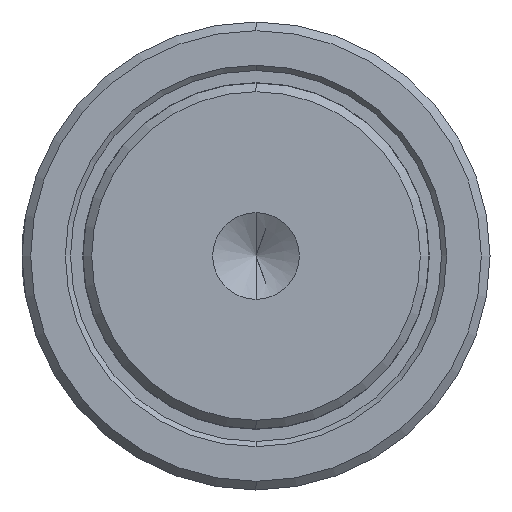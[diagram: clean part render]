
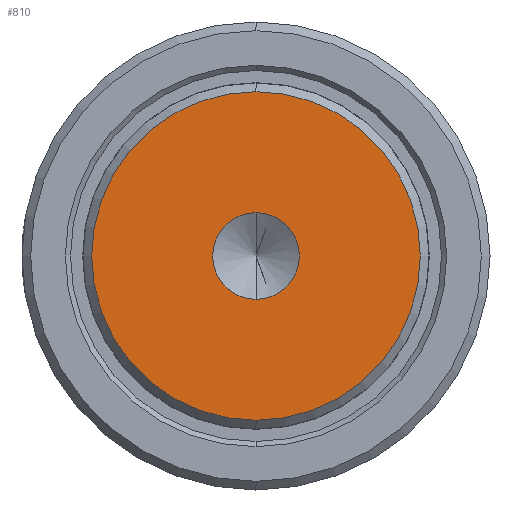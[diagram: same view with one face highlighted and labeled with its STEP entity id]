
A CAD part, left-side view. The second image highlights one B-rep face of the part: STEP entity #810.
In plain terms, the highlighted planar face has unit normal (-1, 0, 0).
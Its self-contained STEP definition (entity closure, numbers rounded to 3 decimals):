
#106 = CARTESIAN_POINT ( 'NONE',  ( 0., 0., 0. ) ) ;
#132 = DIRECTION ( 'NONE',  ( -1., 0., 0. ) ) ;
#166 = ORIENTED_EDGE ( 'NONE', *, *, #618, .F. ) ;
#210 = CARTESIAN_POINT ( 'NONE',  ( 0., 0., 0. ) ) ;
#259 = ORIENTED_EDGE ( 'NONE', *, *, #1485, .T. ) ;
#272 = DIRECTION ( 'NONE',  ( 0., 0., 1. ) ) ;
#285 = FACE_OUTER_BOUND ( 'NONE', #686, .T. ) ;
#360 = CIRCLE ( 'NONE', #1604, 9.48 ) ;
#361 = AXIS2_PLACEMENT_3D ( 'NONE', #871, #737, #1296 ) ;
#372 = DIRECTION ( 'NONE',  ( 0., 0., 1. ) ) ;
#505 = CIRCLE ( 'NONE', #1122, 2.5 ) ;
#527 = EDGE_LOOP ( 'NONE', ( #1536, #166 ) ) ;
#589 = CARTESIAN_POINT ( 'NONE',  ( 0., 0., 2.5 ) ) ;
#618 = EDGE_CURVE ( 'NONE', #1621, #1699, #1737, .T. ) ;
#686 = EDGE_LOOP ( 'NONE', ( #841, #259 ) ) ;
#704 = VERTEX_POINT ( 'NONE', #1670 ) ;
#737 = DIRECTION ( 'NONE',  ( -1., 0., 0. ) ) ;
#810 = ADVANCED_FACE ( 'NONE', ( #285, #1349 ), #1155, .T. ) ;
#841 = ORIENTED_EDGE ( 'NONE', *, *, #1023, .T. ) ;
#860 = CARTESIAN_POINT ( 'NONE',  ( 0., 0., 0. ) ) ;
#871 = CARTESIAN_POINT ( 'NONE',  ( 0., 0., 0. ) ) ;
#929 = EDGE_CURVE ( 'NONE', #1699, #1621, #505, .T. ) ;
#993 = DIRECTION ( 'NONE',  ( 0., 0., 1. ) ) ;
#1010 = CARTESIAN_POINT ( 'NONE',  ( 0., 0., 0. ) ) ;
#1023 = EDGE_CURVE ( 'NONE', #704, #1396, #360, .T. ) ;
#1053 = AXIS2_PLACEMENT_3D ( 'NONE', #106, #1135, #272 ) ;
#1122 = AXIS2_PLACEMENT_3D ( 'NONE', #860, #1835, #993 ) ;
#1135 = DIRECTION ( 'NONE',  ( -1., 0., 0. ) ) ;
#1155 = PLANE ( 'NONE',  #361 ) ;
#1160 = DIRECTION ( 'NONE',  ( 0., 0., 1. ) ) ;
#1231 = DIRECTION ( 'NONE',  ( -1., 0., 0. ) ) ;
#1263 = CARTESIAN_POINT ( 'NONE',  ( 0., 0., 9.48 ) ) ;
#1272 = CARTESIAN_POINT ( 'NONE',  ( 0., 0., -2.5 ) ) ;
#1296 = DIRECTION ( 'NONE',  ( 0., 0., 1. ) ) ;
#1349 = FACE_BOUND ( 'NONE', #527, .T. ) ;
#1396 = VERTEX_POINT ( 'NONE', #1263 ) ;
#1485 = EDGE_CURVE ( 'NONE', #1396, #704, #1770, .T. ) ;
#1536 = ORIENTED_EDGE ( 'NONE', *, *, #929, .F. ) ;
#1604 = AXIS2_PLACEMENT_3D ( 'NONE', #1010, #132, #1160 ) ;
#1621 = VERTEX_POINT ( 'NONE', #1272 ) ;
#1670 = CARTESIAN_POINT ( 'NONE',  ( 0., 0., -9.48 ) ) ;
#1699 = VERTEX_POINT ( 'NONE', #589 ) ;
#1737 = CIRCLE ( 'NONE', #1856, 2.5 ) ;
#1770 = CIRCLE ( 'NONE', #1053, 9.48 ) ;
#1835 = DIRECTION ( 'NONE',  ( -1., 0., 0. ) ) ;
#1856 = AXIS2_PLACEMENT_3D ( 'NONE', #210, #1231, #372 ) ;
